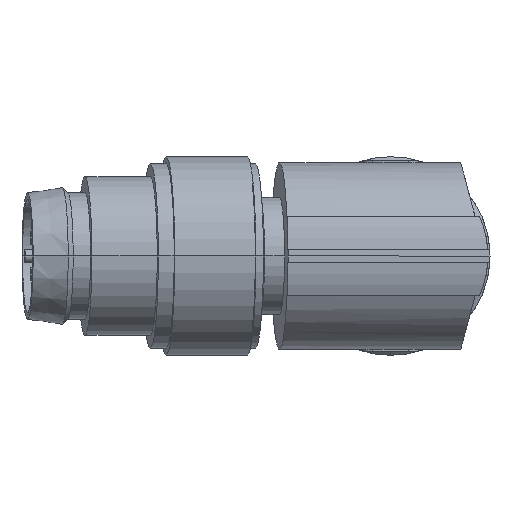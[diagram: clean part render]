
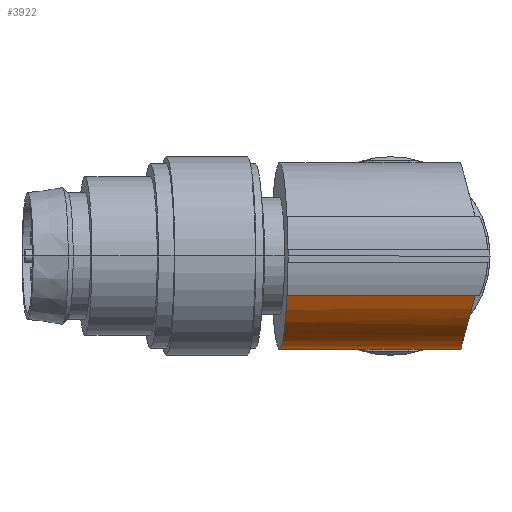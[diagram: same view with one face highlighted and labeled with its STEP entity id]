
A CAD part, left-side view. The second image highlights one B-rep face of the part: STEP entity #3922.
In plain terms, the highlighted cylindrical face has radius 4.7 mm (diameter 9.4 mm), a partial arc.
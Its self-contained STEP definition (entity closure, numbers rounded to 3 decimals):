
#399=CARTESIAN_POINT('',(-23.183,5.598,0.));
#400=DIRECTION('',(-0.087,0.996,0.));
#401=DIRECTION('',(0.901,0.079,-0.426));
#402=AXIS2_PLACEMENT_3D('',#399,#400,#401);
#599=CARTESIAN_POINT('',(-22.45,1.4,-4.686));
#600=CARTESIAN_POINT('',(-22.096,1.4,-4.658));
#601=CARTESIAN_POINT('',(-21.749,1.4,-4.592));
#602=CARTESIAN_POINT('',(-21.41,1.4,-4.487));
#678=CARTESIAN_POINT('',(-21.165,-1.4,
-4.487));
#679=CARTESIAN_POINT('',(-20.941,-1.606,
-4.422));
#680=CARTESIAN_POINT('',(-20.512,-1.999,
-4.269));
#681=CARTESIAN_POINT('',(-19.93,-2.531,
-3.975));
#682=CARTESIAN_POINT('',(-19.416,-3.003,
-3.631));
#683=CARTESIAN_POINT('',(-18.976,-3.406,
-3.253));
#684=CARTESIAN_POINT('',(-18.605,-3.746,
-2.854));
#685=CARTESIAN_POINT('',(-18.301,-4.025,
-2.443));
#686=CARTESIAN_POINT('',(-18.137,-4.175,
-2.165));
#687=CARTESIAN_POINT('',(-18.065,-4.241,
-2.027));
#692=CARTESIAN_POINT('',(-22.95,0.9,-4.697));
#693=CARTESIAN_POINT('',(-22.95,0.3,-4.695));
#694=CARTESIAN_POINT('',(-22.95,-0.3,-4.692));
#695=CARTESIAN_POINT('',(-22.95,-0.9,-4.688));
#700=CARTESIAN_POINT('',(-18.796,4.253,-2.));
#701=CARTESIAN_POINT('',(-18.858,4.185,-2.145));
#702=CARTESIAN_POINT('',(-19.,4.03,-2.436));
#703=CARTESIAN_POINT('',(-19.264,3.742,-2.859));
#704=CARTESIAN_POINT('',(-19.582,3.395,-3.266));
#705=CARTESIAN_POINT('',(-19.956,2.986,-3.644));
#706=CARTESIAN_POINT('',(-20.389,2.515,-3.985));
#707=CARTESIAN_POINT('',(-20.872,1.987,-4.274));
#708=CARTESIAN_POINT('',(-21.226,1.601,-4.424));
#709=CARTESIAN_POINT('',(-21.41,1.4,-4.487));
#714=CARTESIAN_POINT('',(-26.591,-4.248,
-2.));
#715=CARTESIAN_POINT('',(-26.422,-4.147,
-2.377));
#716=CARTESIAN_POINT('',(-26.078,-4.004,
-2.909));
#717=CARTESIAN_POINT('',(-25.385,-3.802,
-3.665));
#718=CARTESIAN_POINT('',(-24.51,-3.647,
-4.244));
#719=CARTESIAN_POINT('',(-23.453,-3.546,
-4.621));
#720=CARTESIAN_POINT('',(-22.389,-3.514,
-4.739));
#721=CARTESIAN_POINT('',(-21.321,-3.545,
-4.622));
#722=CARTESIAN_POINT('',(-20.247,-3.645,
-4.248));
#723=CARTESIAN_POINT('',(-19.346,-3.8,
-3.672));
#724=CARTESIAN_POINT('',(-18.618,-4.001,
-2.923));
#725=CARTESIAN_POINT('',(-18.251,-4.142,
-2.396));
#726=CARTESIAN_POINT('',(-18.065,-4.241,
-2.027));
#738=DIRECTION('',(0.087,-0.996,0.));
#739=VECTOR('',#738,9.511);
#740=CARTESIAN_POINT('',(-27.42,5.227,-2.));
#741=LINE('',#740,#739);
#812=CARTESIAN_POINT('',(-21.165,-1.4,
-4.487));
#813=CARTESIAN_POINT('',(-21.584,-1.4,
-4.617));
#814=CARTESIAN_POINT('',(-22.012,-1.4,
-4.687));
#815=CARTESIAN_POINT('',(-22.45,-1.4,-4.698));
#875=CARTESIAN_POINT('',(-22.45,-1.4,-4.698));
#876=CARTESIAN_POINT('',(-22.515,-1.4,
-4.7));
#877=CARTESIAN_POINT('',(-22.646,-1.374,
-4.7));
#878=CARTESIAN_POINT('',(-22.813,-1.263,
-4.695));
#879=CARTESIAN_POINT('',(-22.924,-1.096,
-4.689));
#880=CARTESIAN_POINT('',(-22.95,-0.965,-4.688));
#881=CARTESIAN_POINT('',(-22.95,-0.9,-4.688));
#893=CARTESIAN_POINT('',(-22.95,0.9,-4.697));
#894=CARTESIAN_POINT('',(-22.95,0.966,
-4.697));
#895=CARTESIAN_POINT('',(-22.924,1.097,-4.699));
#896=CARTESIAN_POINT('',(-22.812,1.263,-4.701));
#897=CARTESIAN_POINT('',(-22.645,1.374,-4.698));
#898=CARTESIAN_POINT('',(-22.515,1.4,-4.691));
#899=CARTESIAN_POINT('',(-22.45,1.4,-4.686));
#925=DIRECTION('',(-0.087,0.996,0.));
#926=VECTOR('',#925,1.722);
#927=CARTESIAN_POINT('',(-18.796,4.253,-2.));
#928=LINE('',#927,#926);
#3023=CARTESIAN_POINT('',(-18.946,5.969,
-2.));
#3024=CARTESIAN_POINT('',(-27.42,5.227,-2.));
#3025=VERTEX_POINT('',#3023);
#3026=VERTEX_POINT('',#3024);
#3213=CARTESIAN_POINT('',(-22.95,0.9,-4.697));
#3214=VERTEX_POINT('',#3213);
#3231=CARTESIAN_POINT('',(-26.591,-4.248,
-2.));
#3232=VERTEX_POINT('',#3231);
#3327=CARTESIAN_POINT('',(-22.45,-1.4,-4.698));
#3328=VERTEX_POINT('',#3327);
#3335=CARTESIAN_POINT('',(-21.41,1.4,
-4.487));
#3336=VERTEX_POINT('',#3335);
#3349=CARTESIAN_POINT('',(-18.796,4.253,
-2.));
#3350=VERTEX_POINT('',#3349);
#3364=VERTEX_POINT('',#599);
#3382=CARTESIAN_POINT('',(-18.065,-4.241,
-2.027));
#3383=VERTEX_POINT('',#3382);
#3384=CARTESIAN_POINT('',(-22.95,-0.9,-4.688));
#3385=VERTEX_POINT('',#3384);
#3388=VERTEX_POINT('',#678);
#3898=CARTESIAN_POINT('',(-23.183,5.598,
0.));
#3899=DIRECTION('',(0.087,-0.996,0.));
#3900=DIRECTION('',(0.996,0.087,0.));
#3901=AXIS2_PLACEMENT_3D('',#3898,#3899,#3900);
#3902=CYLINDRICAL_SURFACE('',#3901,4.7);
#3904=ORIENTED_EDGE('',*,*,#3903,.T.);
#3905=ORIENTED_EDGE('',*,*,#3812,.F.);
#3907=ORIENTED_EDGE('',*,*,#3906,.T.);
#3909=ORIENTED_EDGE('',*,*,#3908,.T.);
#3910=ORIENTED_EDGE('',*,*,#3888,.F.);
#3912=ORIENTED_EDGE('',*,*,#3911,.T.);
#3913=ORIENTED_EDGE('',*,*,#3838,.T.);
#3914=ORIENTED_EDGE('',*,*,#3825,.F.);
#3916=ORIENTED_EDGE('',*,*,#3915,.T.);
#3917=ORIENTED_EDGE('',*,*,#3704,.T.);
#3919=ORIENTED_EDGE('',*,*,#3918,.T.);
#3920=EDGE_LOOP('',(#3904,#3905,#3907,#3909,#3910,#3912,#3913,#3914,#3916,#3917,
#3919));
#3921=FACE_OUTER_BOUND('',#3920,.F.);
#403=CIRCLE('',#402,4.7);
#603=B_SPLINE_CURVE_WITH_KNOTS('',3,(#599,#600,#601,#602),.UNSPECIFIED.,.F.,.F.,
(4,4),(0.,1.),.UNSPECIFIED.);
#688=B_SPLINE_CURVE_WITH_KNOTS('',3,(#678,#679,#680,#681,#682,#683,#684,#685,
#686,#687),.UNSPECIFIED.,.F.,.F.,(4,1,1,1,1,1,1,4),(0.,0.143,
0.286,0.429,0.571,0.714,
0.857,1.),.UNSPECIFIED.);
#696=B_SPLINE_CURVE_WITH_KNOTS('',3,(#692,#693,#694,#695),.UNSPECIFIED.,.F.,.F.,
(4,4),(0.,1.),.UNSPECIFIED.);
#710=B_SPLINE_CURVE_WITH_KNOTS('',3,(#700,#701,#702,#703,#704,#705,#706,#707,
#708,#709),.UNSPECIFIED.,.F.,.F.,(4,1,1,1,1,1,1,4),(0.,0.143,
0.286,0.429,0.571,0.714,
0.857,1.),.UNSPECIFIED.);
#727=B_SPLINE_CURVE_WITH_KNOTS('',3,(#714,#715,#716,#717,#718,#719,#720,#721,
#722,#723,#724,#725,#726),.UNSPECIFIED.,.F.,.F.,(4,1,1,1,1,1,1,1,1,1,4),(0.,
0.063,0.125,0.25,0.375,0.5,0.625,0.75,0.875,0.938,1.),
.UNSPECIFIED.);
#816=B_SPLINE_CURVE_WITH_KNOTS('',3,(#812,#813,#814,#815),.UNSPECIFIED.,.F.,.F.,
(4,4),(0.,1.),.UNSPECIFIED.);
#882=B_SPLINE_CURVE_WITH_KNOTS('',3,(#875,#876,#877,#878,#879,#880,#881),
.UNSPECIFIED.,.F.,.F.,(4,1,1,1,4),(0.,0.25,0.5,0.75,1.),
.UNSPECIFIED.);
#900=B_SPLINE_CURVE_WITH_KNOTS('',3,(#893,#894,#895,#896,#897,#898,#899),
.UNSPECIFIED.,.F.,.F.,(4,1,1,1,4),(0.,0.25,0.5,0.75,1.),
.UNSPECIFIED.);
#3704=EDGE_CURVE('',#3025,#3026,#403,.T.);
#3812=EDGE_CURVE('',#3388,#3383,#688,.T.);
#3825=EDGE_CURVE('',#3350,#3336,#710,.T.);
#3838=EDGE_CURVE('',#3364,#3336,#603,.T.);
#3888=EDGE_CURVE('',#3214,#3385,#696,.T.);
#3903=EDGE_CURVE('',#3232,#3383,#727,.T.);
#3906=EDGE_CURVE('',#3388,#3328,#816,.T.);
#3908=EDGE_CURVE('',#3328,#3385,#882,.T.);
#3911=EDGE_CURVE('',#3214,#3364,#900,.T.);
#3915=EDGE_CURVE('',#3350,#3025,#928,.T.);
#3918=EDGE_CURVE('',#3026,#3232,#741,.T.);
#3922=ADVANCED_FACE('',(#3921),#3902,.T.);
